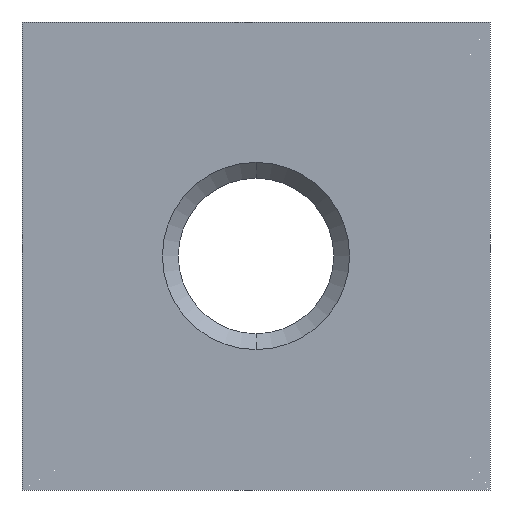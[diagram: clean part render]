
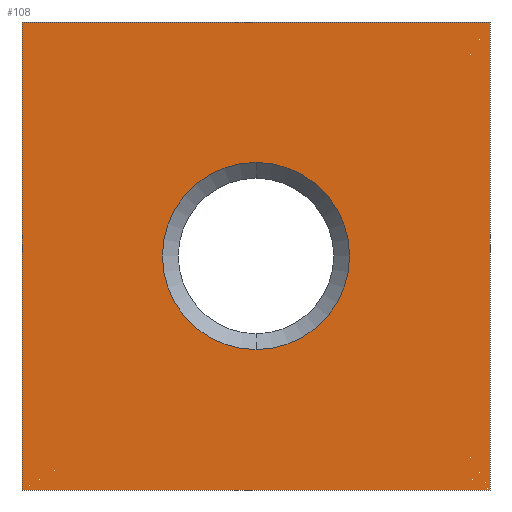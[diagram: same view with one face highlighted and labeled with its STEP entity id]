
A CAD part, front view. The second image highlights one B-rep face of the part: STEP entity #108.
In plain terms, the highlighted planar face has unit normal (0, -1, 0).
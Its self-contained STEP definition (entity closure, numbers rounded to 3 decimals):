
#2 = AXIS2_PLACEMENT_3D ( 'NONE', #325, #329, #31 ) ;
#3 = AXIS2_PLACEMENT_3D ( 'NONE', #49, #153, #109 ) ;
#6 = CARTESIAN_POINT ( 'NONE',  ( 0., -4., -4. ) ) ;
#19 = VECTOR ( 'NONE', #356, 1000. ) ;
#24 = EDGE_LOOP ( 'NONE', ( #181, #208 ) ) ;
#25 = LINE ( 'NONE', #135, #19 ) ;
#28 = CARTESIAN_POINT ( 'NONE',  ( 10., -4., 10. ) ) ;
#31 = DIRECTION ( 'NONE',  ( 0., 0., 1. ) ) ;
#37 = EDGE_LOOP ( 'NONE', ( #66, #235, #127, #147 ) ) ;
#40 = AXIS2_PLACEMENT_3D ( 'NONE', #176, #145, #316 ) ;
#43 = VERTEX_POINT ( 'NONE', #48 ) ;
#48 = CARTESIAN_POINT ( 'NONE',  ( -10., -4., -10. ) ) ;
#49 = CARTESIAN_POINT ( 'NONE',  ( 0., -4., 0. ) ) ;
#66 = ORIENTED_EDGE ( 'NONE', *, *, #286, .F. ) ;
#79 = VERTEX_POINT ( 'NONE', #254 ) ;
#81 = CARTESIAN_POINT ( 'NONE',  ( 0., -4., 4. ) ) ;
#84 = LINE ( 'NONE', #296, #277 ) ;
#87 = FACE_BOUND ( 'NONE', #24, .T. ) ;
#103 = DIRECTION ( 'NONE',  ( 0., 0., 1. ) ) ;
#105 = CARTESIAN_POINT ( 'NONE',  ( 10., -4., 10. ) ) ;
#108 = ADVANCED_FACE ( 'PLANAR_1', ( #197, #87 ), #159, .F. ) ;
#109 = DIRECTION ( 'NONE',  ( 0., 0., 1. ) ) ;
#124 = VERTEX_POINT ( 'NONE', #28 ) ;
#127 = ORIENTED_EDGE ( 'NONE', *, *, #163, .F. ) ;
#135 = CARTESIAN_POINT ( 'NONE',  ( -10., -4., 10. ) ) ;
#145 = DIRECTION ( 'NONE',  ( 0., 1., 0. ) ) ;
#147 = ORIENTED_EDGE ( 'NONE', *, *, #357, .F. ) ;
#153 = DIRECTION ( 'NONE',  ( 0., 1., 0. ) ) ;
#157 = CARTESIAN_POINT ( 'NONE',  ( 10., -4., -10. ) ) ;
#159 = PLANE ( 'NONE',  #2 ) ;
#160 = DIRECTION ( 'NONE',  ( -1., 0., 0. ) ) ;
#162 = LINE ( 'NONE', #157, #223 ) ;
#163 = EDGE_CURVE ( 'NONE', #343, #124, #25, .T. ) ;
#176 = CARTESIAN_POINT ( 'NONE',  ( 0., -4., 0. ) ) ;
#181 = ORIENTED_EDGE ( 'NONE', *, *, #204, .T. ) ;
#188 = VERTEX_POINT ( 'NONE', #6 ) ;
#197 = FACE_OUTER_BOUND ( 'NONE', #37, .T. ) ;
#204 = EDGE_CURVE ( 'NONE', #188, #279, #355, .T. ) ;
#208 = ORIENTED_EDGE ( 'NONE', *, *, #269, .T. ) ;
#217 = DIRECTION ( 'NONE',  ( 0., 0., -1. ) ) ;
#223 = VECTOR ( 'NONE', #160, 1000. ) ;
#235 = ORIENTED_EDGE ( 'NONE', *, *, #334, .F. ) ;
#244 = VECTOR ( 'NONE', #217, 1000. ) ;
#254 = CARTESIAN_POINT ( 'NONE',  ( 10., -4., -10. ) ) ;
#260 = CIRCLE ( 'NONE', #3, 4. ) ;
#269 = EDGE_CURVE ( 'NONE', #279, #188, #260, .T. ) ;
#277 = VECTOR ( 'NONE', #103, 1000. ) ;
#279 = VERTEX_POINT ( 'NONE', #81 ) ;
#286 = EDGE_CURVE ( 'NONE', #79, #43, #162, .T. ) ;
#296 = CARTESIAN_POINT ( 'NONE',  ( -10., -4., -10. ) ) ;
#316 = DIRECTION ( 'NONE',  ( 0., 0., 1. ) ) ;
#325 = CARTESIAN_POINT ( 'NONE',  ( -10., -4., -10. ) ) ;
#328 = CARTESIAN_POINT ( 'NONE',  ( -10., -4., 10. ) ) ;
#329 = DIRECTION ( 'NONE',  ( 0., 1., 0. ) ) ;
#334 = EDGE_CURVE ( 'NONE', #124, #79, #354, .T. ) ;
#343 = VERTEX_POINT ( 'NONE', #328 ) ;
#354 = LINE ( 'NONE', #105, #244 ) ;
#355 = CIRCLE ( 'NONE', #40, 4. ) ;
#356 = DIRECTION ( 'NONE',  ( 1., 0., 0. ) ) ;
#357 = EDGE_CURVE ( 'NONE', #43, #343, #84, .T. ) ;
